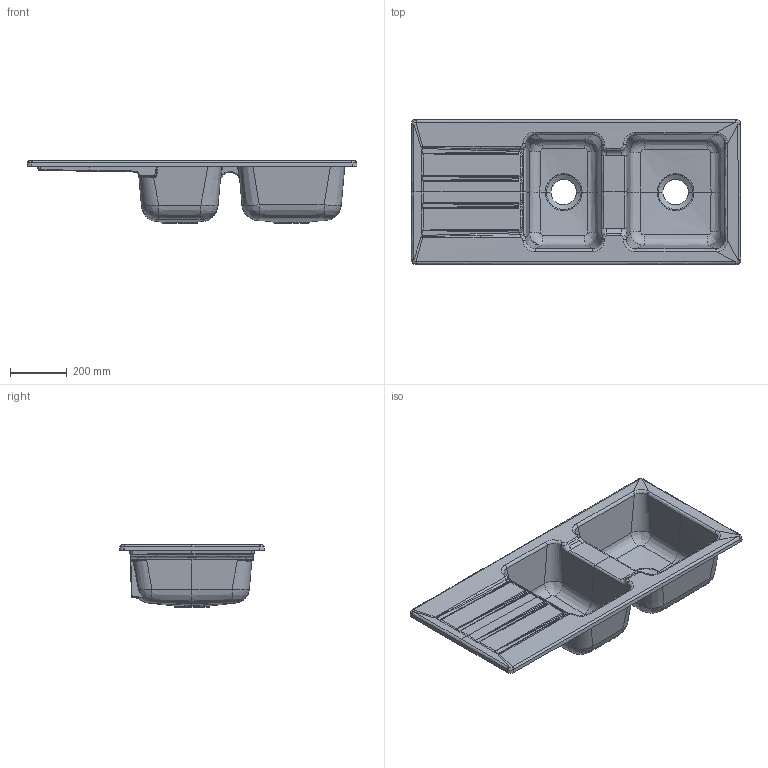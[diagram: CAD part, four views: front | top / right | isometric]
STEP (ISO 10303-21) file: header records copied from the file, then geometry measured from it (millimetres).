
FILE_DESCRIPTION(/* description */ (''),/* implementation_level */ '2;1');
FILE_NAME(/* name */ 'Spuele_3380_Newarchitectura.stp',/* time_stamp */ '2019-02-22T07:47:27+01:00',/* author */ (''),/* organization */ (''),/* preprocessor_version */ 'ST-DEVELOPER v16',/* originating_system */ 'SIEMENS PLM Software NX 10.0',/* authorisation */ '');
FILE_SCHEMA (('AUTOMOTIVE_DESIGN { 1 0 10303 214 3 1 1 1 }'));
Products named in the file (1): Sier101887B3bcjv
Bounding box: 1164.97 x 512.68 x 220.51 mm (x, y, z)
Volume: 18091325.8 mm3; surface area: 2069980.3 mm2
Topology: 1 solids, 1 shells, 528 faces, 1361 edges, 797 vertices
Faces by surface type: bspline 335, cylinder 83, plane 75, sphere 20, torus 8, cone 4, extrusion 3
Full cylindrical faces by diameter (mm): 89.997 x2
Entity records: 44549 total; most frequent: CARTESIAN_POINT 34832, ORIENTED_EDGE 2648, EDGE_CURVE 1324, DIRECTION 1135, VERTEX_POINT 797, B_SPLINE_CURVE_WITH_KNOTS 765, EDGE_LOOP 531, ADVANCED_FACE 528
